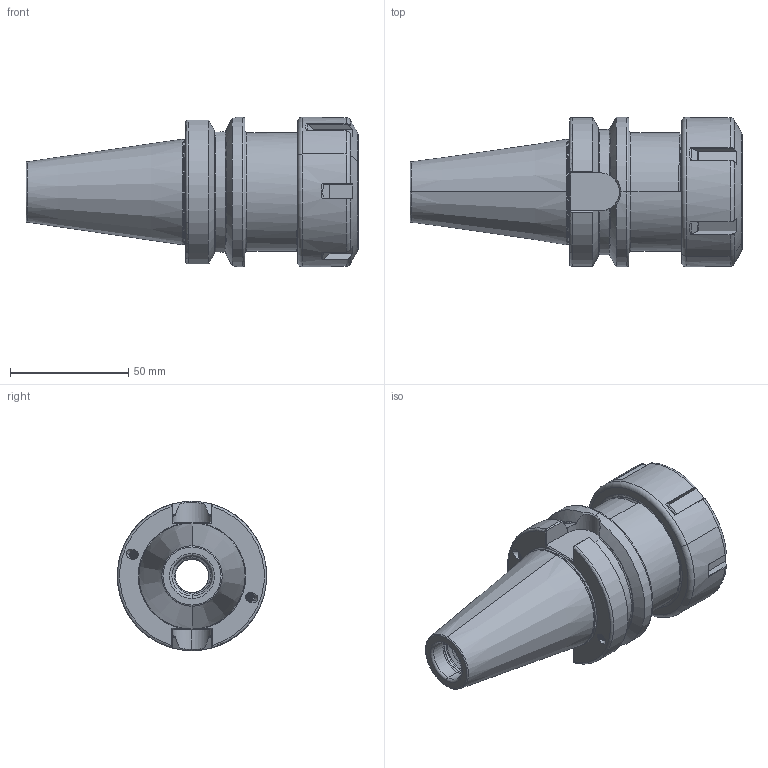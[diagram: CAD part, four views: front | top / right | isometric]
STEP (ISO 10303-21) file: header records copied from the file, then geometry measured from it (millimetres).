
FILE_DESCRIPTION (( 'STEP AP203' ), '1' );
FILE_NAME ('406.02.26.STEP', '2016-11-25T11:05:35', ( '' ), ( '' ), 'SwSTEP 2.0', 'SolidWorks 2012', '' );
FILE_SCHEMA (( 'CONFIG_CONTROL_DESIGN' ));
Length unit declared in the file: millimetre
Products named in the file (3): 2-01.100.0400260C7_ER40螺帽(六溝); 406.02.26
Assembly tree (2 placements, depth 2):
  406.02.26
    406.02.26
    2-01.100.0400260C7_ER40螺帽(六溝)
Bounding box: 140.1 x 63 x 63 mm (x, y, z)
Volume: 184611 mm3; surface area: 50829.8 mm2
Topology: 2 solids, 2 shells, 360 faces, 963 edges, 607 vertices
Faces by surface type: cylinder 150, plane 75, bspline 56, torus 53, cone 26
Entity records: 24499 total; most frequent: CARTESIAN_POINT 16440, ORIENTED_EDGE 1922, DIRECTION 1308, EDGE_CURVE 961, VERTEX_POINT 607, AXIS2_PLACEMENT_3D 512, EDGE_LOOP 370, FACE_OUTER_BOUND 360
